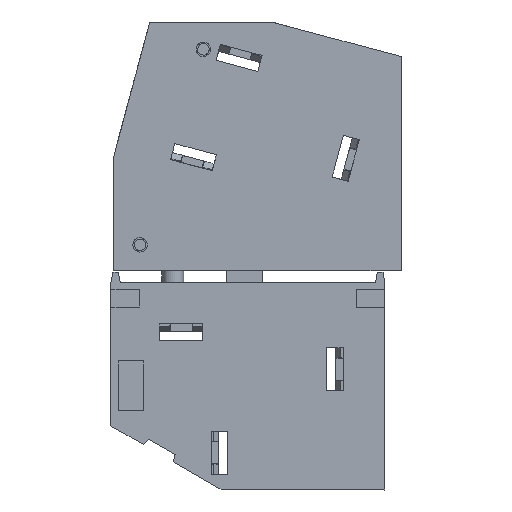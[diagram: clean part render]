
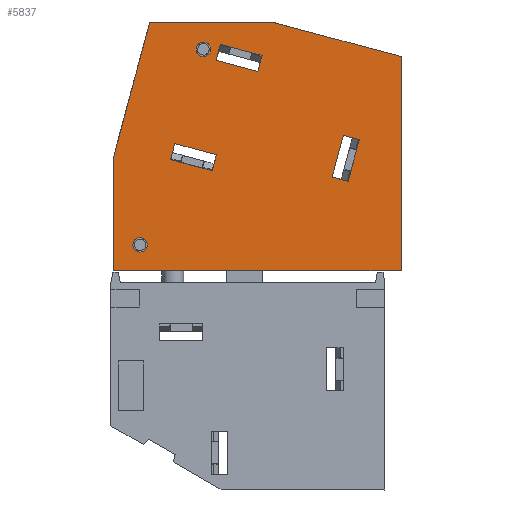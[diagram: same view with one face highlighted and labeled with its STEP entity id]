
A CAD part, left-side view. The second image highlights one B-rep face of the part: STEP entity #5837.
In plain terms, the highlighted planar face has unit normal (-1, 0, 0).
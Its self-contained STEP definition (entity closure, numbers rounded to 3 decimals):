
#5689=AXIS2_PLACEMENT_3D('Plane Axis2P3D',#5686,#5687,#5688) ;
#5803=AXIS2_PLACEMENT_3D('Circle Axis2P3D',#5801,#5802,$) ;
#5812=AXIS2_PLACEMENT_3D('Circle Axis2P3D',#5810,#5811,$) ;
#5821=AXIS2_PLACEMENT_3D('Circle Axis2P3D',#5819,#5820,$) ;
#5830=AXIS2_PLACEMENT_3D('Circle Axis2P3D',#5828,#5829,$) ;
#4967=CARTESIAN_POINT('Vertex',(3.6,0.,30.5)) ;
#4970=CARTESIAN_POINT('Line Origine',(3.6,20.,30.5)) ;
#4974=CARTESIAN_POINT('Vertex',(3.6,40.,30.5)) ;
#5317=CARTESIAN_POINT('Vertex',(3.6,40.,46.3)) ;
#5320=CARTESIAN_POINT('Line Origine',(3.6,37.481,55.7)) ;
#5324=CARTESIAN_POINT('Vertex',(3.6,34.963,65.1)) ;
#5342=CARTESIAN_POINT('Line Origine',(3.6,26.463,65.1)) ;
#5346=CARTESIAN_POINT('Vertex',(3.6,17.963,65.1)) ;
#5381=CARTESIAN_POINT('Line Origine',(3.6,8.981,62.693)) ;
#5385=CARTESIAN_POINT('Vertex',(3.6,0.,60.287)) ;
#5498=CARTESIAN_POINT('Line Origine',(3.6,0.,45.393)) ;
#5530=CARTESIAN_POINT('Line Origine',(3.6,40.,38.4)) ;
#5686=CARTESIAN_POINT('Axis2P3D Location',(3.6,21.8,30.5)) ;
#5699=CARTESIAN_POINT('Line Origine',(3.6,6.917,49.025)) ;
#5703=CARTESIAN_POINT('Vertex',(3.6,5.807,48.727)) ;
#5705=CARTESIAN_POINT('Vertex',(3.6,8.028,49.322)) ;
#5708=CARTESIAN_POINT('Line Origine',(3.6,6.583,45.829)) ;
#5712=CARTESIAN_POINT('Vertex',(3.6,7.359,42.932)) ;
#5715=CARTESIAN_POINT('Line Origine',(3.6,8.47,43.229)) ;
#5719=CARTESIAN_POINT('Vertex',(3.6,9.581,43.527)) ;
#5722=CARTESIAN_POINT('Line Origine',(3.6,8.805,46.425)) ;
#5733=CARTESIAN_POINT('Line Origine',(3.6,19.629,59.33)) ;
#5737=CARTESIAN_POINT('Vertex',(3.6,19.927,58.219)) ;
#5739=CARTESIAN_POINT('Vertex',(3.6,19.332,60.441)) ;
#5742=CARTESIAN_POINT('Line Origine',(3.6,22.825,58.995)) ;
#5746=CARTESIAN_POINT('Vertex',(3.6,25.722,59.772)) ;
#5749=CARTESIAN_POINT('Line Origine',(3.6,25.425,60.883)) ;
#5753=CARTESIAN_POINT('Vertex',(3.6,25.127,61.993)) ;
#5756=CARTESIAN_POINT('Line Origine',(3.6,22.229,61.217)) ;
#5767=CARTESIAN_POINT('Line Origine',(3.6,25.975,45.517)) ;
#5771=CARTESIAN_POINT('Vertex',(3.6,26.273,44.407)) ;
#5773=CARTESIAN_POINT('Vertex',(3.6,25.678,46.628)) ;
#5776=CARTESIAN_POINT('Line Origine',(3.6,29.171,45.183)) ;
#5780=CARTESIAN_POINT('Vertex',(3.6,32.068,45.959)) ;
#5783=CARTESIAN_POINT('Line Origine',(3.6,31.771,47.07)) ;
#5787=CARTESIAN_POINT('Vertex',(3.6,31.473,48.181)) ;
#5790=CARTESIAN_POINT('Line Origine',(3.6,28.575,47.405)) ;
#5801=CARTESIAN_POINT('Axis2P3D Location',(3.6,27.5,61.3)) ;
#5805=CARTESIAN_POINT('Vertex',(3.6,26.622,61.779)) ;
#5807=CARTESIAN_POINT('Vertex',(3.6,28.378,60.821)) ;
#5810=CARTESIAN_POINT('Axis2P3D Location',(3.6,27.5,61.3)) ;
#5819=CARTESIAN_POINT('Axis2P3D Location',(3.6,36.3,34.1)) ;
#5823=CARTESIAN_POINT('Vertex',(3.6,35.422,34.579)) ;
#5825=CARTESIAN_POINT('Vertex',(3.6,37.178,33.621)) ;
#5828=CARTESIAN_POINT('Axis2P3D Location',(3.6,36.3,34.1)) ;
#4971=DIRECTION('Vector Direction',(0.,1.,0.)) ;
#5321=DIRECTION('Vector Direction',(0.,-0.259,0.966)) ;
#5343=DIRECTION('Vector Direction',(0.,-1.,0.)) ;
#5382=DIRECTION('Vector Direction',(0.,-0.966,-0.259)) ;
#5499=DIRECTION('Vector Direction',(0.,0.,-1.)) ;
#5531=DIRECTION('Vector Direction',(0.,0.,1.)) ;
#5687=DIRECTION('Axis2P3D Direction',(1.,-0.,0.)) ;
#5688=DIRECTION('Axis2P3D XDirection',(0.,0.,-1.)) ;
#5700=DIRECTION('Vector Direction',(0.,0.966,0.259)) ;
#5709=DIRECTION('Vector Direction',(0.,-0.259,0.966)) ;
#5716=DIRECTION('Vector Direction',(0.,-0.966,-0.259)) ;
#5723=DIRECTION('Vector Direction',(0.,0.259,-0.966)) ;
#5734=DIRECTION('Vector Direction',(0.,-0.259,0.966)) ;
#5743=DIRECTION('Vector Direction',(0.,-0.966,-0.259)) ;
#5750=DIRECTION('Vector Direction',(0.,0.259,-0.966)) ;
#5757=DIRECTION('Vector Direction',(0.,0.966,0.259)) ;
#5768=DIRECTION('Vector Direction',(0.,-0.259,0.966)) ;
#5777=DIRECTION('Vector Direction',(0.,-0.966,-0.259)) ;
#5784=DIRECTION('Vector Direction',(0.,0.259,-0.966)) ;
#5791=DIRECTION('Vector Direction',(0.,0.966,0.259)) ;
#5802=DIRECTION('Axis2P3D Direction',(1.,-0.,0.)) ;
#5811=DIRECTION('Axis2P3D Direction',(1.,-0.,0.)) ;
#5820=DIRECTION('Axis2P3D Direction',(1.,-0.,0.)) ;
#5829=DIRECTION('Axis2P3D Direction',(1.,-0.,0.)) ;
#4972=VECTOR('Line Direction',#4971,1.) ;
#5322=VECTOR('Line Direction',#5321,1.) ;
#5344=VECTOR('Line Direction',#5343,1.) ;
#5383=VECTOR('Line Direction',#5382,1.) ;
#5500=VECTOR('Line Direction',#5499,1.) ;
#5532=VECTOR('Line Direction',#5531,1.) ;
#5701=VECTOR('Line Direction',#5700,1.) ;
#5710=VECTOR('Line Direction',#5709,1.) ;
#5717=VECTOR('Line Direction',#5716,1.) ;
#5724=VECTOR('Line Direction',#5723,1.) ;
#5735=VECTOR('Line Direction',#5734,1.) ;
#5744=VECTOR('Line Direction',#5743,1.) ;
#5751=VECTOR('Line Direction',#5750,1.) ;
#5758=VECTOR('Line Direction',#5757,1.) ;
#5769=VECTOR('Line Direction',#5768,1.) ;
#5778=VECTOR('Line Direction',#5777,1.) ;
#5785=VECTOR('Line Direction',#5784,1.) ;
#5792=VECTOR('Line Direction',#5791,1.) ;
#5692=ORIENTED_EDGE('',*,*,#5387,.F.) ;
#5693=ORIENTED_EDGE('',*,*,#5348,.F.) ;
#5694=ORIENTED_EDGE('',*,*,#5326,.F.) ;
#5695=ORIENTED_EDGE('',*,*,#5534,.F.) ;
#5696=ORIENTED_EDGE('',*,*,#4976,.F.) ;
#5697=ORIENTED_EDGE('',*,*,#5502,.F.) ;
#5728=ORIENTED_EDGE('',*,*,#5707,.F.) ;
#5729=ORIENTED_EDGE('',*,*,#5714,.F.) ;
#5730=ORIENTED_EDGE('',*,*,#5721,.F.) ;
#5731=ORIENTED_EDGE('',*,*,#5726,.F.) ;
#5762=ORIENTED_EDGE('',*,*,#5741,.F.) ;
#5763=ORIENTED_EDGE('',*,*,#5748,.F.) ;
#5764=ORIENTED_EDGE('',*,*,#5755,.F.) ;
#5765=ORIENTED_EDGE('',*,*,#5760,.F.) ;
#5796=ORIENTED_EDGE('',*,*,#5775,.F.) ;
#5797=ORIENTED_EDGE('',*,*,#5782,.F.) ;
#5798=ORIENTED_EDGE('',*,*,#5789,.F.) ;
#5799=ORIENTED_EDGE('',*,*,#5794,.F.) ;
#5816=ORIENTED_EDGE('',*,*,#5809,.F.) ;
#5817=ORIENTED_EDGE('',*,*,#5814,.F.) ;
#5834=ORIENTED_EDGE('',*,*,#5827,.F.) ;
#5835=ORIENTED_EDGE('',*,*,#5832,.F.) ;
#5732=FACE_BOUND('',#5727,.T.) ;
#5766=FACE_BOUND('',#5761,.T.) ;
#5800=FACE_BOUND('',#5795,.T.) ;
#5818=FACE_BOUND('',#5815,.T.) ;
#5836=FACE_BOUND('',#5833,.T.) ;
#5837=ADVANCED_FACE('SECONDARY',(#5698,#5732,#5766,#5800,#5818,#5836),#5690,.F.) ;
#5804=CIRCLE('generated circle',#5803,1.) ;
#5813=CIRCLE('generated circle',#5812,1.) ;
#5822=CIRCLE('generated circle',#5821,1.) ;
#5831=CIRCLE('generated circle',#5830,1.) ;
#4976=EDGE_CURVE('',#4968,#4975,#4973,.T.) ;
#5326=EDGE_CURVE('',#5318,#5325,#5323,.T.) ;
#5348=EDGE_CURVE('',#5325,#5347,#5345,.T.) ;
#5387=EDGE_CURVE('',#5347,#5386,#5384,.T.) ;
#5502=EDGE_CURVE('',#5386,#4968,#5501,.T.) ;
#5534=EDGE_CURVE('',#4975,#5318,#5533,.T.) ;
#5707=EDGE_CURVE('',#5704,#5706,#5702,.T.) ;
#5714=EDGE_CURVE('',#5713,#5704,#5711,.T.) ;
#5721=EDGE_CURVE('',#5720,#5713,#5718,.T.) ;
#5726=EDGE_CURVE('',#5706,#5720,#5725,.T.) ;
#5741=EDGE_CURVE('',#5738,#5740,#5736,.T.) ;
#5748=EDGE_CURVE('',#5747,#5738,#5745,.T.) ;
#5755=EDGE_CURVE('',#5754,#5747,#5752,.T.) ;
#5760=EDGE_CURVE('',#5740,#5754,#5759,.T.) ;
#5775=EDGE_CURVE('',#5772,#5774,#5770,.T.) ;
#5782=EDGE_CURVE('',#5781,#5772,#5779,.T.) ;
#5789=EDGE_CURVE('',#5788,#5781,#5786,.T.) ;
#5794=EDGE_CURVE('',#5774,#5788,#5793,.T.) ;
#5809=EDGE_CURVE('',#5806,#5808,#5804,.F.) ;
#5814=EDGE_CURVE('',#5808,#5806,#5813,.F.) ;
#5827=EDGE_CURVE('',#5824,#5826,#5822,.F.) ;
#5832=EDGE_CURVE('',#5826,#5824,#5831,.F.) ;
#5691=EDGE_LOOP('',(#5692,#5693,#5694,#5695,#5696,#5697)) ;
#5727=EDGE_LOOP('',(#5728,#5729,#5730,#5731)) ;
#5761=EDGE_LOOP('',(#5762,#5763,#5764,#5765)) ;
#5795=EDGE_LOOP('',(#5796,#5797,#5798,#5799)) ;
#5815=EDGE_LOOP('',(#5816,#5817)) ;
#5833=EDGE_LOOP('',(#5834,#5835)) ;
#5698=FACE_OUTER_BOUND('',#5691,.T.) ;
#4973=LINE('Line',#4970,#4972) ;
#5323=LINE('Line',#5320,#5322) ;
#5345=LINE('Line',#5342,#5344) ;
#5384=LINE('Line',#5381,#5383) ;
#5501=LINE('Line',#5498,#5500) ;
#5533=LINE('Line',#5530,#5532) ;
#5702=LINE('Line',#5699,#5701) ;
#5711=LINE('Line',#5708,#5710) ;
#5718=LINE('Line',#5715,#5717) ;
#5725=LINE('Line',#5722,#5724) ;
#5736=LINE('Line',#5733,#5735) ;
#5745=LINE('Line',#5742,#5744) ;
#5752=LINE('Line',#5749,#5751) ;
#5759=LINE('Line',#5756,#5758) ;
#5770=LINE('Line',#5767,#5769) ;
#5779=LINE('Line',#5776,#5778) ;
#5786=LINE('Line',#5783,#5785) ;
#5793=LINE('Line',#5790,#5792) ;
#5690=PLANE('',#5689) ;
#4968=VERTEX_POINT('',#4967) ;
#4975=VERTEX_POINT('',#4974) ;
#5318=VERTEX_POINT('',#5317) ;
#5325=VERTEX_POINT('',#5324) ;
#5347=VERTEX_POINT('',#5346) ;
#5386=VERTEX_POINT('',#5385) ;
#5704=VERTEX_POINT('',#5703) ;
#5706=VERTEX_POINT('',#5705) ;
#5713=VERTEX_POINT('',#5712) ;
#5720=VERTEX_POINT('',#5719) ;
#5738=VERTEX_POINT('',#5737) ;
#5740=VERTEX_POINT('',#5739) ;
#5747=VERTEX_POINT('',#5746) ;
#5754=VERTEX_POINT('',#5753) ;
#5772=VERTEX_POINT('',#5771) ;
#5774=VERTEX_POINT('',#5773) ;
#5781=VERTEX_POINT('',#5780) ;
#5788=VERTEX_POINT('',#5787) ;
#5806=VERTEX_POINT('',#5805) ;
#5808=VERTEX_POINT('',#5807) ;
#5824=VERTEX_POINT('',#5823) ;
#5826=VERTEX_POINT('',#5825) ;
